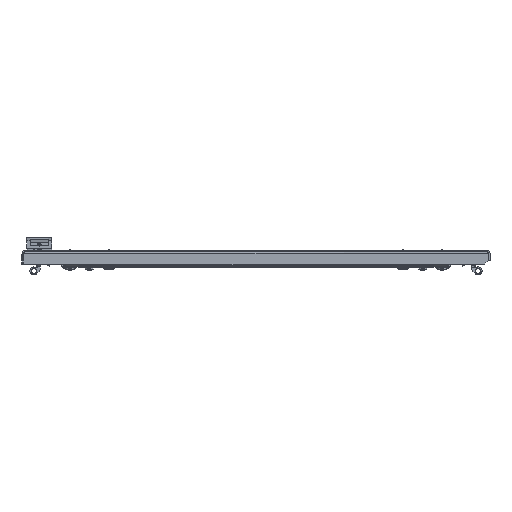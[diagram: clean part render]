
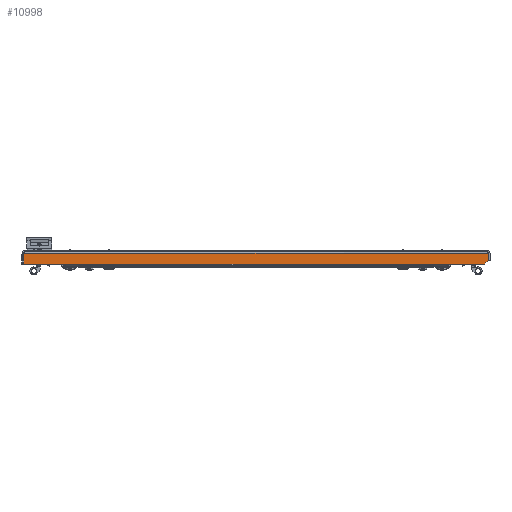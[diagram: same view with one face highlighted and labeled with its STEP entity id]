
A CAD part, front view. The second image highlights one B-rep face of the part: STEP entity #10998.
In plain terms, the highlighted planar face has unit normal (0, -1, 0).
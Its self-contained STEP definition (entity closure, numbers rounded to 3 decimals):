
#1084 = VERTEX_POINT ( 'NONE', #47836 ) ;
#1624 = EDGE_CURVE ( 'NONE', #22253, #29026, #8640, .T. ) ;
#2010 = CARTESIAN_POINT ( 'NONE',  ( 296.329, -692., -2. ) ) ;
#3419 = ORIENTED_EDGE ( 'NONE', *, *, #25409, .F. ) ;
#4732 = ORIENTED_EDGE ( 'NONE', *, *, #23102, .T. ) ;
#4785 = EDGE_CURVE ( 'NONE', #23905, #1084, #31338, .T. ) ;
#5659 = DIRECTION ( 'NONE',  ( 0., 0., -1. ) ) ;
#7223 = DIRECTION ( 'NONE',  ( 0., 0., -1. ) ) ;
#7674 = CARTESIAN_POINT ( 'NONE',  ( 291.329, -692., -16. ) ) ;
#8078 = VECTOR ( 'NONE', #7223, 1000. ) ;
#8543 = CARTESIAN_POINT ( 'NONE',  ( 298.4, -692., -2. ) ) ;
#8640 = LINE ( 'NONE', #8543, #12146 ) ;
#9397 = CARTESIAN_POINT ( 'NONE',  ( 296.329, -692., 0. ) ) ;
#9568 = VERTEX_POINT ( 'NONE', #9649 ) ;
#9649 = CARTESIAN_POINT ( 'NONE',  ( -296.329, -692., -16. ) ) ;
#9912 = ORIENTED_EDGE ( 'NONE', *, *, #4785, .T. ) ;
#10998 = ADVANCED_FACE ( '�����12', ( #42451 ), #25741, .F. ) ;
#11581 = LINE ( 'NONE', #47887, #8078 ) ;
#12146 = VECTOR ( 'NONE', #16038, 1000. ) ;
#16038 = DIRECTION ( 'NONE',  ( 1., 0., 0. ) ) ;
#19788 = EDGE_CURVE ( 'NONE', #9568, #23905, #33753, .T. ) ;
#21261 = CARTESIAN_POINT ( 'NONE',  ( -296.329, -692., -2. ) ) ;
#22253 = VERTEX_POINT ( 'NONE', #21261 ) ;
#23102 = EDGE_CURVE ( '������14', #22253, #9568, #11581, .T. ) ;
#23905 = VERTEX_POINT ( 'NONE', #7674 ) ;
#23926 = CARTESIAN_POINT ( 'NONE',  ( 296.329, -692., -11. ) ) ;
#25409 = EDGE_CURVE ( 'NONE', #29026, #1084, #28710, .T. ) ;
#25741 = PLANE ( 'NONE',  #39253 ) ;
#26192 = DIRECTION ( 'NONE',  ( 0., 1., 0. ) ) ;
#27390 = VECTOR ( 'NONE', #43315, 1000. ) ;
#28710 = LINE ( 'NONE', #9397, #29336 ) ;
#29026 = VERTEX_POINT ( 'NONE', #2010 ) ;
#29336 = VECTOR ( 'NONE', #5659, 1000. ) ;
#30508 = ORIENTED_EDGE ( 'NONE', *, *, #19788, .T. ) ;
#31164 = DIRECTION ( 'NONE',  ( 0.707, 0., 0.707 ) ) ;
#31338 = LINE ( 'NONE', #23926, #41767 ) ;
#33142 = CARTESIAN_POINT ( 'NONE',  ( -298.4, -692., 0. ) ) ;
#33753 = LINE ( 'NONE', #39606, #27390 ) ;
#34032 = EDGE_LOOP ( 'NONE', ( #30508, #9912, #3419, #40928, #4732 ) ) ;
#36551 = DIRECTION ( 'NONE',  ( 0., 0., 1. ) ) ;
#39253 = AXIS2_PLACEMENT_3D ( 'NONE', #33142, #26192, #36551 ) ;
#39606 = CARTESIAN_POINT ( 'NONE',  ( -298.4, -692., -16. ) ) ;
#40928 = ORIENTED_EDGE ( 'NONE', *, *, #1624, .F. ) ;
#41767 = VECTOR ( 'NONE', #31164, 1000. ) ;
#42451 = FACE_OUTER_BOUND ( 'NONE', #34032, .T. ) ;
#43315 = DIRECTION ( 'NONE',  ( 1., 0., 0. ) ) ;
#47836 = CARTESIAN_POINT ( 'NONE',  ( 296.329, -692., -11. ) ) ;
#47887 = CARTESIAN_POINT ( 'NONE',  ( -296.329, -692., 0. ) ) ;
